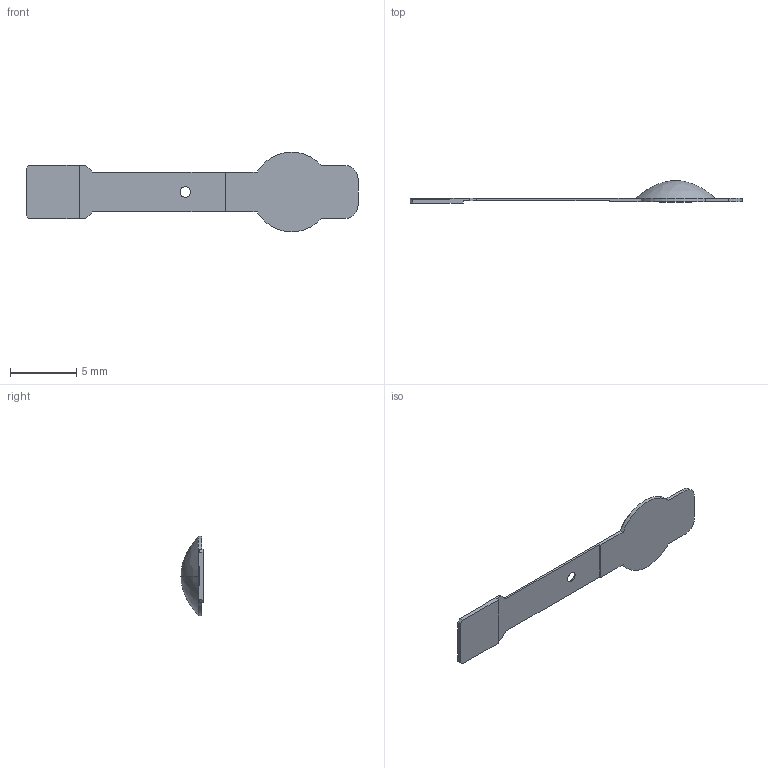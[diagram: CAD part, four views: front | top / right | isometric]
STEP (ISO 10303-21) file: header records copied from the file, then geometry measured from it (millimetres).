
FILE_DESCRIPTION(/* description */ ('STEP AP214'),/* implementation_level */ '2;1');
FILE_NAME(/* name */ 'NTCAFLEX05103HH_colored.stp',/* time_stamp */ '2020-05-20T19:41:40+02:00',/* author */ ('Jeppe'),/* organization */ (''),/* preprocessor_version */ 'ST-DEVELOPER v17.2',/* originating_system */ 'Autodesk Inventor 2019',/* authorisation */ '');
FILE_SCHEMA (('AUTOMOTIVE_DESIGN { 1 0 10303 214 3 1 1 }'));
Length unit declared in the file: millimetre
Products named in the file (1): NTCAFLEX05103HH
Bounding box: 25 x 1.7 x 6 mm (x, y, z)
Volume: 41.6 mm3; surface area: 206.4 mm2
Topology: 1 solids, 1 shells, 38 faces, 108 edges, 71 vertices
Faces by surface type: plane 30, cylinder 6, bspline 2
Full cylindrical faces by diameter (mm): 0.8 x1, 1 x1
Entity records: 1340 total; most frequent: CARTESIAN_POINT 242, ORIENTED_EDGE 212, DIRECTION 198, EDGE_CURVE 106, LINE 84, VECTOR 84, VERTEX_POINT 71, AXIS2_PLACEMENT_3D 57
